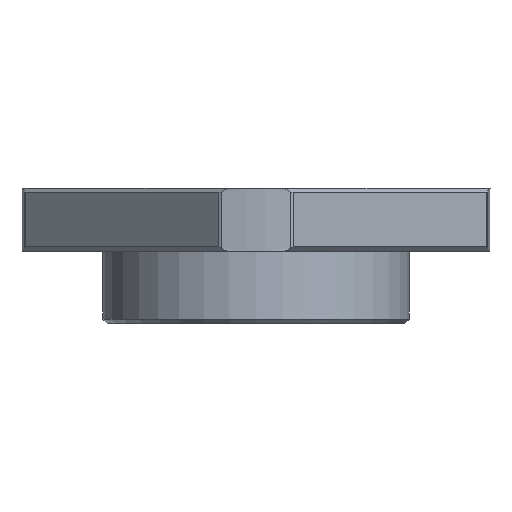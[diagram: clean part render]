
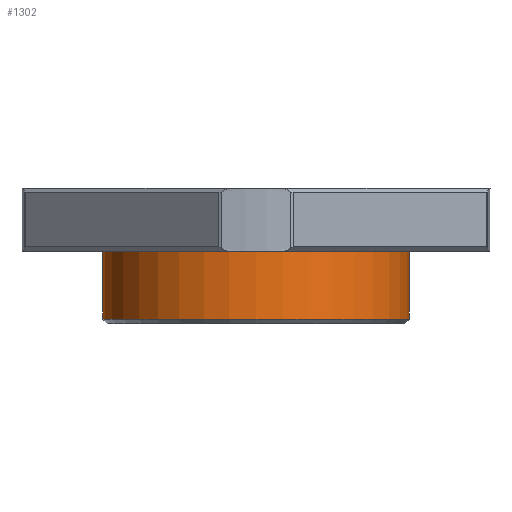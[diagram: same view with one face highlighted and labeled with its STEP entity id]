
A CAD part, front view. The second image highlights one B-rep face of the part: STEP entity #1302.
In plain terms, the highlighted cylindrical face has radius 17 mm (diameter 34 mm), a partial arc.
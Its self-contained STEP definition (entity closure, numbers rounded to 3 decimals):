
#133 = EDGE_LOOP ( 'NONE', ( #3347, #4804, #1446, #9325 ) ) ;
#1302 = ADVANCED_FACE ( 'NONE', ( #3597 ), #3269, .T. ) ;
#1446 = ORIENTED_EDGE ( 'NONE', *, *, #10822, .T. ) ;
#1523 = AXIS2_PLACEMENT_3D ( 'NONE', #8651, #7341, #6022 ) ;
#1752 = DIRECTION ( 'NONE',  ( 0., 0., -1. ) ) ;
#2121 = VERTEX_POINT ( 'NONE', #7047 ) ;
#2136 = DIRECTION ( 'NONE',  ( 0., 0., -1. ) ) ;
#2341 = DIRECTION ( 'NONE',  ( -1., 0., 0. ) ) ;
#2436 = VERTEX_POINT ( 'NONE', #4423 ) ;
#2624 = VECTOR ( 'NONE', #1752, 1000. ) ;
#3039 = CARTESIAN_POINT ( 'NONE',  ( 17., 0., 8. ) ) ;
#3269 = CYLINDRICAL_SURFACE ( 'NONE', #4250, 17. ) ;
#3347 = ORIENTED_EDGE ( 'NONE', *, *, #5702, .F. ) ;
#3445 = CARTESIAN_POINT ( 'NONE',  ( -17., 0., 8. ) ) ;
#3597 = FACE_OUTER_BOUND ( 'NONE', #133, .T. ) ;
#3644 = DIRECTION ( 'NONE',  ( 0., 0., -1. ) ) ;
#4250 = AXIS2_PLACEMENT_3D ( 'NONE', #10652, #9371, #8078 ) ;
#4357 = LINE ( 'NONE', #3039, #2624 ) ;
#4413 = CARTESIAN_POINT ( 'NONE',  ( 17., 0., 8. ) ) ;
#4423 = CARTESIAN_POINT ( 'NONE',  ( -17., 0., 0.5 ) ) ;
#4761 = LINE ( 'NONE', #3445, #9856 ) ;
#4804 = ORIENTED_EDGE ( 'NONE', *, *, #7627, .T. ) ;
#4948 = CARTESIAN_POINT ( 'NONE',  ( 0., 0., 0.5 ) ) ;
#5702 = EDGE_CURVE ( 'NONE', #6040, #12503, #4357, .T. ) ;
#6022 = DIRECTION ( 'NONE',  ( -1., 0., 0. ) ) ;
#6040 = VERTEX_POINT ( 'NONE', #4413 ) ;
#6621 = CIRCLE ( 'NONE', #1523, 17. ) ;
#7047 = CARTESIAN_POINT ( 'NONE',  ( -17., 0., 8. ) ) ;
#7341 = DIRECTION ( 'NONE',  ( 0., 0., -1. ) ) ;
#7505 = EDGE_CURVE ( 'NONE', #12503, #2436, #9524, .T. ) ;
#7627 = EDGE_CURVE ( 'NONE', #6040, #2121, #6621, .T. ) ;
#8078 = DIRECTION ( 'NONE',  ( -1., 0., 0. ) ) ;
#8651 = CARTESIAN_POINT ( 'NONE',  ( 0., 0., 8. ) ) ;
#9325 = ORIENTED_EDGE ( 'NONE', *, *, #7505, .F. ) ;
#9371 = DIRECTION ( 'NONE',  ( 0., 0., -1. ) ) ;
#9524 = CIRCLE ( 'NONE', #11246, 17. ) ;
#9856 = VECTOR ( 'NONE', #2136, 1000. ) ;
#10134 = CARTESIAN_POINT ( 'NONE',  ( 17., 0., 0.5 ) ) ;
#10652 = CARTESIAN_POINT ( 'NONE',  ( 0., 0., 8. ) ) ;
#10822 = EDGE_CURVE ( 'NONE', #2121, #2436, #4761, .T. ) ;
#11246 = AXIS2_PLACEMENT_3D ( 'NONE', #4948, #3644, #2341 ) ;
#12503 = VERTEX_POINT ( 'NONE', #10134 ) ;
